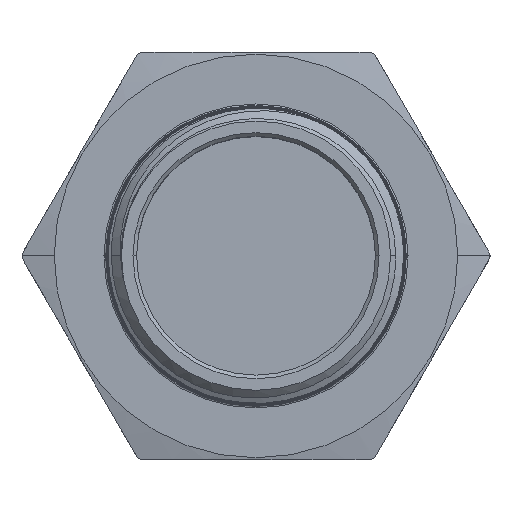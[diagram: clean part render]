
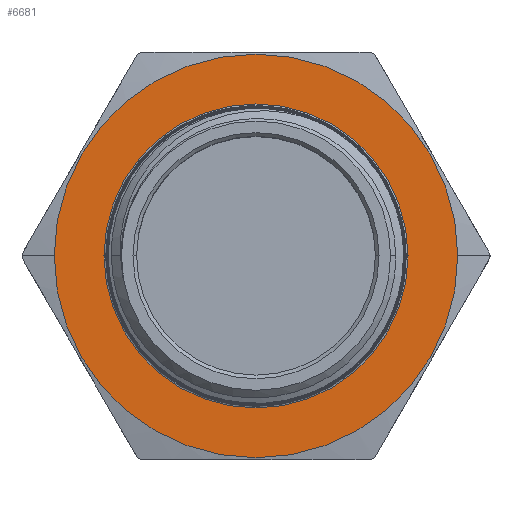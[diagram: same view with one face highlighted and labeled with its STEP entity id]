
A CAD part, top view. The second image highlights one B-rep face of the part: STEP entity #6681.
In plain terms, the highlighted planar face has unit normal (0, 0, 1).
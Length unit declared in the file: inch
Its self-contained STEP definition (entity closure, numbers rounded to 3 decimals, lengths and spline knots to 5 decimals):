
#16 = CIRCLE ( 'NONE', #4151, 1.115 ) ;
#19 = CIRCLE ( 'NONE', #4150, 0.84 ) ;
#36 = CIRCLE ( 'NONE', #4163, 0.84 ) ;
#56 = CIRCLE ( 'NONE', #4170, 1.115 ) ;
#152 = FACE_OUTER_BOUND ( 'NONE', #4817, .T. ) ;
#163 = FACE_BOUND ( 'NONE', #4818, .T. ) ;
#257 = AXIS2_PLACEMENT_3D ( 'NONE', #5736, #5738, #5739 ) ;
#4039 = EDGE_CURVE ( 'NONE', #6231, #6230, #19, .T. ) ;
#4040 = EDGE_CURVE ( 'NONE', #6236, #6220, #16, .T. ) ;
#4061 = EDGE_CURVE ( 'NONE', #6230, #6231, #36, .T. ) ;
#4075 = EDGE_CURVE ( 'NONE', #6220, #6236, #56, .T. ) ;
#4150 = AXIS2_PLACEMENT_3D ( 'NONE', #4230, #4231, #4232 ) ;
#4151 = AXIS2_PLACEMENT_3D ( 'NONE', #4235, #4236, #4237 ) ;
#4163 = AXIS2_PLACEMENT_3D ( 'NONE', #4430, #4431, #4432 ) ;
#4170 = AXIS2_PLACEMENT_3D ( 'NONE', #4517, #4518, #4519 ) ;
#4230 = CARTESIAN_POINT ( 'NONE',  ( 0., 0., 0.24 ) ) ;
#4231 = DIRECTION ( 'NONE',  ( 0., 0., -1. ) ) ;
#4232 = DIRECTION ( 'NONE',  ( 1., 0., 0. ) ) ;
#4235 = CARTESIAN_POINT ( 'NONE',  ( 0., 0., 0.24 ) ) ;
#4236 = DIRECTION ( 'NONE',  ( 0., 0., -1. ) ) ;
#4237 = DIRECTION ( 'NONE',  ( -1., 0., 0. ) ) ;
#4430 = CARTESIAN_POINT ( 'NONE',  ( 0., 0., 0.24 ) ) ;
#4431 = DIRECTION ( 'NONE',  ( 0., 0., -1. ) ) ;
#4432 = DIRECTION ( 'NONE',  ( 1., 0., 0. ) ) ;
#4517 = CARTESIAN_POINT ( 'NONE',  ( 0., 0., 0.24 ) ) ;
#4518 = DIRECTION ( 'NONE',  ( 0., 0., -1. ) ) ;
#4519 = DIRECTION ( 'NONE',  ( -1., 0., 0. ) ) ;
#4817 = EDGE_LOOP ( 'NONE', ( #6634, #6326 ) ) ;
#4818 = EDGE_LOOP ( 'NONE', ( #6297, #6302 ) ) ;
#5550 = CARTESIAN_POINT ( 'NONE',  ( -1.115, 0., 0.24 ) ) ;
#5573 = CARTESIAN_POINT ( 'NONE',  ( 0.84, 0., 0.24 ) ) ;
#5574 = CARTESIAN_POINT ( 'NONE',  ( -0.84, 0., 0.24 ) ) ;
#5579 = CARTESIAN_POINT ( 'NONE',  ( 1.115, 0., 0.24 ) ) ;
#5736 = CARTESIAN_POINT ( 'NONE',  ( -0.64952, -1.125, 0.24 ) ) ;
#5737 = PLANE ( 'NONE',  #257 ) ;
#5738 = DIRECTION ( 'NONE',  ( 0., 0., 1. ) ) ;
#5739 = DIRECTION ( 'NONE',  ( 1., 0., 0. ) ) ;
#6220 = VERTEX_POINT ( 'NONE', #5550 ) ;
#6230 = VERTEX_POINT ( 'NONE', #5573 ) ;
#6231 = VERTEX_POINT ( 'NONE', #5574 ) ;
#6236 = VERTEX_POINT ( 'NONE', #5579 ) ;
#6297 = ORIENTED_EDGE ( 'NONE', *, *, #4061, .T. ) ;
#6302 = ORIENTED_EDGE ( 'NONE', *, *, #4039, .T. ) ;
#6326 = ORIENTED_EDGE ( 'NONE', *, *, #4040, .F. ) ;
#6634 = ORIENTED_EDGE ( 'NONE', *, *, #4075, .F. ) ;
#6681 = ADVANCED_FACE ( 'NONE', ( #152, #163 ), #5737, .T. ) ;
